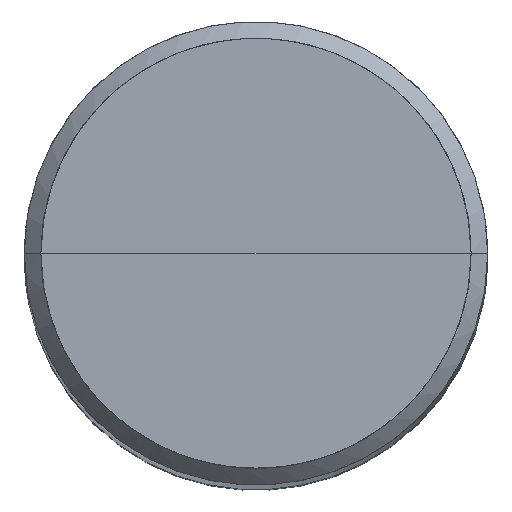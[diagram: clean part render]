
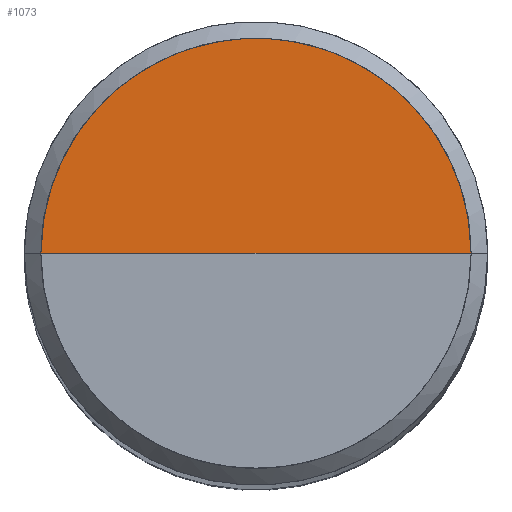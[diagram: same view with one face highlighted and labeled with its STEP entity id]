
A CAD part, top view. The second image highlights one B-rep face of the part: STEP entity #1073.
In plain terms, the highlighted free-form (B-spline) face has degree [1, 2] with [2, 5] control points.
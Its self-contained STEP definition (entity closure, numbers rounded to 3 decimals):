
#852=CARTESIAN_POINT('',(6.5,0.0,74.0));
#853=CARTESIAN_POINT('',(6.5,6.5,74.0));
#854=CARTESIAN_POINT('',(0.0,6.5,74.0));
#855=CARTESIAN_POINT('',(-6.5,6.5,74.0));
#856=CARTESIAN_POINT('',(-6.5,0.0,74.0));
#857=CARTESIAN_POINT('',(0.0,0.0,74.0));
#1058=(
BOUNDED_SURFACE()
B_SPLINE_SURFACE(1,2,(
(#852,#853,#854,#855,#856),
(#857,#857,#857,#857,#857)
), .UNSPECIFIED.,.F.,.F.,.F.)
B_SPLINE_SURFACE_WITH_KNOTS((2,2),(3,2,3),(
0.0,1.0),(
0.0,0.5,1.0), .UNSPECIFIED.)
GEOMETRIC_REPRESENTATION_ITEM()
RATIONAL_B_SPLINE_SURFACE(((1.0,0.707,1.0,0.707,1.0),
(1.0,0.707,1.0,0.707,1.0)
))
REPRESENTATION_ITEM('')
SURFACE()
);
#1059=(
BOUNDED_CURVE()
B_SPLINE_CURVE(2,(#856,#855,#854,#853,#852),.UNSPECIFIED.,.F.,.F.)
B_SPLINE_CURVE_WITH_KNOTS((3,2,3),
(0.0,0.5,1.0),.UNSPECIFIED.)
CURVE()
GEOMETRIC_REPRESENTATION_ITEM()
RATIONAL_B_SPLINE_CURVE((1.0,0.707,1.0,0.707,1.0))
REPRESENTATION_ITEM('')
);
#1060=(
BOUNDED_CURVE()
B_SPLINE_CURVE(1,(#852,#857),.UNSPECIFIED.,.F.,.F.)
B_SPLINE_CURVE_WITH_KNOTS((2,2),
(0.0,1.0),.UNSPECIFIED.)
CURVE()
GEOMETRIC_REPRESENTATION_ITEM()
RATIONAL_B_SPLINE_CURVE((1.0,1.0))
REPRESENTATION_ITEM('')
);
#1061=(
BOUNDED_CURVE()
B_SPLINE_CURVE(1,(#857,#856),.UNSPECIFIED.,.F.,.F.)
B_SPLINE_CURVE_WITH_KNOTS((2,2),
(0.0,1.0),.UNSPECIFIED.)
CURVE()
GEOMETRIC_REPRESENTATION_ITEM()
RATIONAL_B_SPLINE_CURVE((1.0,1.0))
REPRESENTATION_ITEM('')
);
#1062=VERTEX_POINT('',#852);
#1063=VERTEX_POINT('',#856);
#1064=VERTEX_POINT('',#857);
#1065=EDGE_CURVE('',#1063,#1062,#1059,.T.);
#1066=EDGE_CURVE('',#1062,#1064,#1060,.T.);
#1067=EDGE_CURVE('',#1064,#1063,#1061,.T.);
#1068=ORIENTED_EDGE('',*,*,#1065,.T.);
#1069=ORIENTED_EDGE('',*,*,#1066,.T.);
#1070=ORIENTED_EDGE('',*,*,#1067,.T.);
#1071=EDGE_LOOP('',(#1068,#1069,#1070));
#1072=FACE_OUTER_BOUND('',#1071,.T.);
#1073=ADVANCED_FACE('',(#1072),#1058,.T.);
